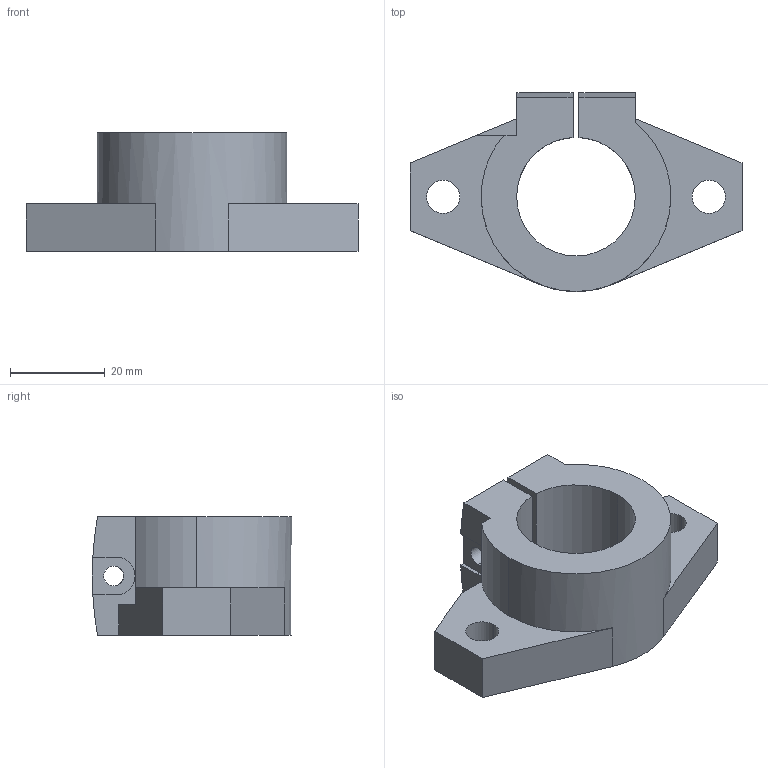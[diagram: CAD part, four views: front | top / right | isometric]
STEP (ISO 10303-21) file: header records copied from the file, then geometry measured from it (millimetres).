
FILE_DESCRIPTION (( 'STEP AP214' ), '1' );
FILE_NAME ('SHF25-Rollco.step', '2024-02-16T11:46:21', ( '' ), ( '' ), 'SwSTEP 2.0', 'SolidWorks 2010', '' );
FILE_SCHEMA (( 'AUTOMOTIVE_DESIGN' ));
Length unit declared in the file: millimetre
Products named in the file (1): SHF25-Rollco
Bounding box: 70 x 41.99 x 25 mm (x, y, z)
Volume: 26895.4 mm3; surface area: 9954.8 mm2
Topology: 1 solids, 1 shells, 37 faces, 108 edges, 72 vertices
Faces by surface type: plane 19, cylinder 18
Entity records: 1300 total; most frequent: CARTESIAN_POINT 227, DIRECTION 224, ORIENTED_EDGE 216, EDGE_CURVE 108, AXIS2_PLACEMENT_3D 79, VERTEX_POINT 72, VECTOR 66, LINE 66
